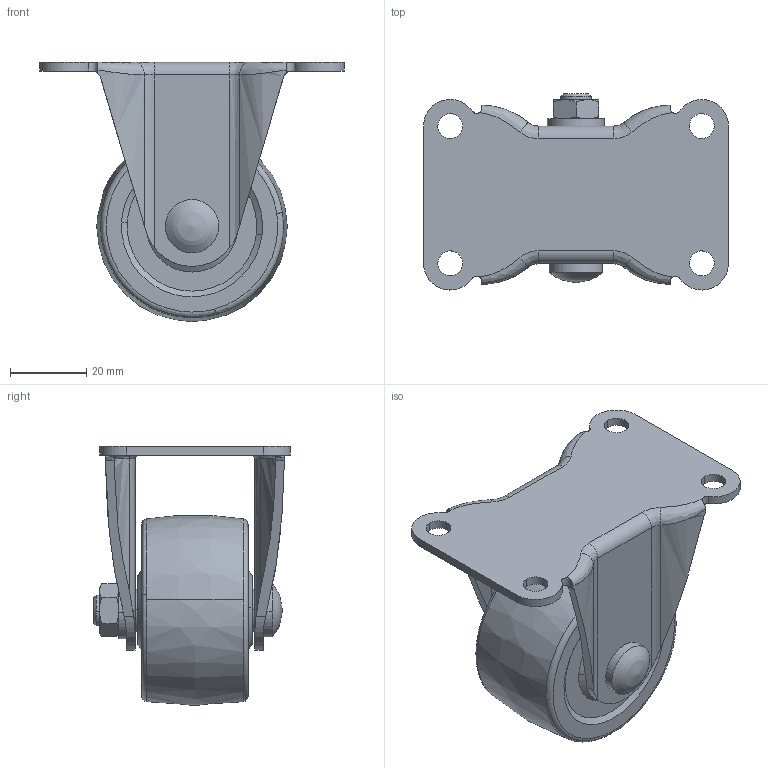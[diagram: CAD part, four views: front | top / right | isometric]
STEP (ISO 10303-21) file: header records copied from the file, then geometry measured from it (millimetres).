
FILE_DESCRIPTION((''),'2;1');
FILE_NAME('','2005-12-16T14:16:07',(''),(''),'','CADfix','');
FILE_SCHEMA(('AUTOMOTIVE_DESIGN'));
Length unit declared in the file: millimetre
Products named in the file (4): wheel; body; axle; No_604ZH_14956_36
Assembly tree (3 placements, depth 2):
  No_604ZH_14956_36
    wheel
    body
    axle
Bounding box: 80 x 51.5 x 68 mm (x, y, z)
Volume: 69653.8 mm3; surface area: 25030.6 mm2
Topology: 3 solids, 3 shells, 148 faces, 439 edges, 307 vertices
Faces by surface type: bspline 148
Entity records: 6044 total; most frequent: CARTESIAN_POINT 3602, ORIENTED_EDGE 878, EDGE_CURVE 439, VERTEX_POINT 307, EDGE_LOOP 172, FACE_OUTER_BOUND 148, ADVANCED_FACE 148, QUASI_UNIFORM_CURVE 122
